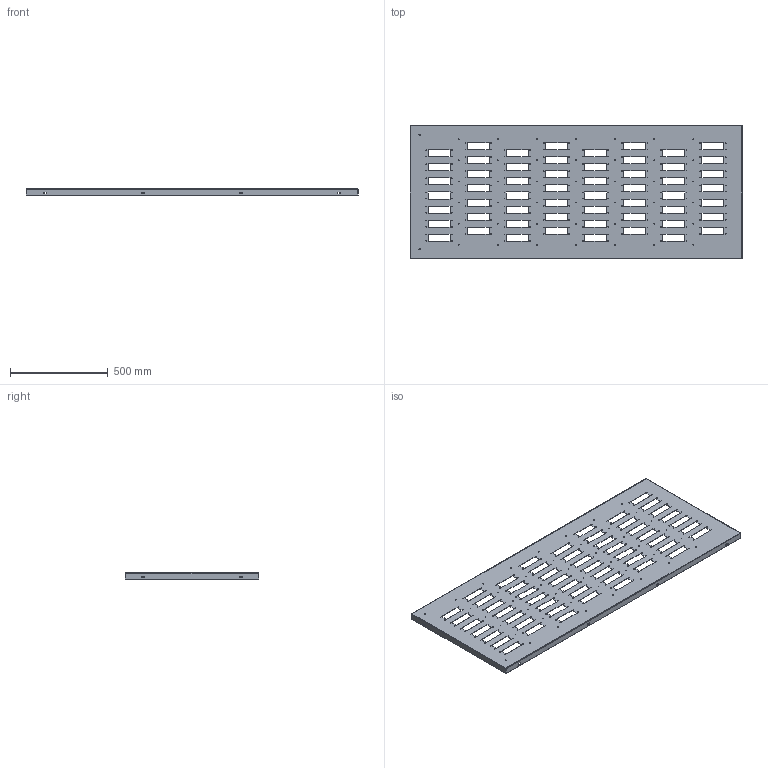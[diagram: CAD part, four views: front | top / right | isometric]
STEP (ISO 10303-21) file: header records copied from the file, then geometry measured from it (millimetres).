
FILE_DESCRIPTION (( 'STEP AP203' ), '1' );
FILE_NAME ('QB09C271.step', '2011-02-18T06:44:11', ( 'User' ), ( 'DKC' ), 'SwSTEP 2.0', 'SolidWorks 2010', '' );
FILE_SCHEMA (( 'CONFIG_CONTROL_DESIGN' ));
Length unit declared in the file: millimetre
Products named in the file (1): QB09C271
Bounding box: 1697 x 683 x 32 mm (x, y, z)
Volume: 2138596.3 mm3; surface area: 2188810.3 mm2
Topology: 1 solids, 1 shells, 854 faces, 2528 edges, 1676 vertices
Faces by surface type: cylinder 572, plane 282
Entity records: 30457 total; most frequent: DIRECTION 5386, CARTESIAN_POINT 5059, ORIENTED_EDGE 5056, EDGE_CURVE 2528, AXIS2_PLACEMENT_3D 2003, VERTEX_POINT 1676, EDGE_LOOP 1526, LINE 1380
